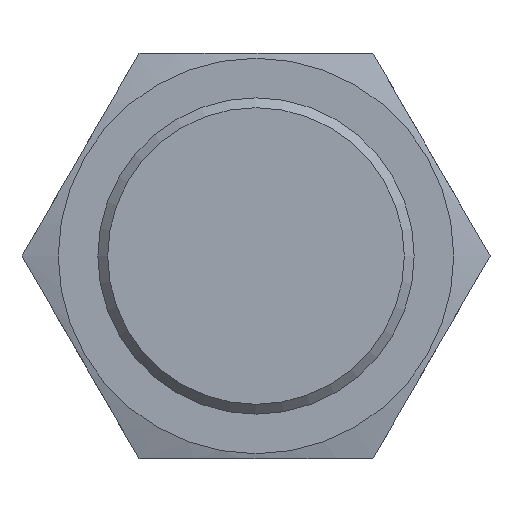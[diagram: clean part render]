
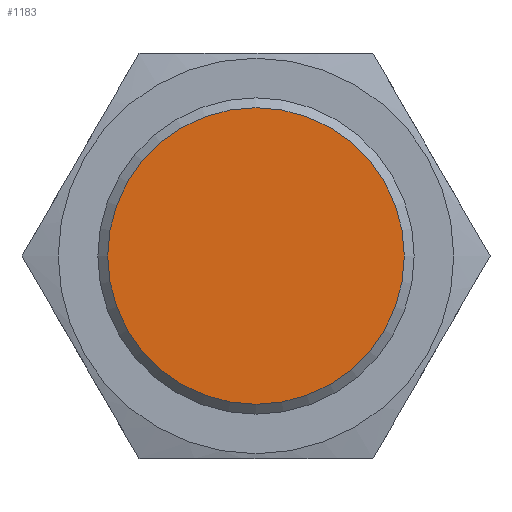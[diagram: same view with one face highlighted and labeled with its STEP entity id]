
A CAD part, front view. The second image highlights one B-rep face of the part: STEP entity #1183.
In plain terms, the highlighted planar face has unit normal (0, -1, 0).
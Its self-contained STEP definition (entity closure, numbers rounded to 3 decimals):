
#93=PLANE('',#1345);
#160=FACE_OUTER_BOUND('',#249,.T.);
#249=EDGE_LOOP('',(#919));
#453=CIRCLE('',#1344,15.);
#528=VERTEX_POINT('',#1973);
#664=EDGE_CURVE('',#528,#528,#453,.T.);
#919=ORIENTED_EDGE('',*,*,#664,.T.);
#1183=ADVANCED_FACE('',(#160),#93,.T.);
#1344=AXIS2_PLACEMENT_3D('',#1974,#1642,#1643);
#1345=AXIS2_PLACEMENT_3D('',#1976,#1645,#1646);
#1642=DIRECTION('center_axis',(0.,-1.,0.));
#1643=DIRECTION('ref_axis',(1.,0.,0.));
#1645=DIRECTION('center_axis',(0.,-1.,0.));
#1646=DIRECTION('ref_axis',(0.,0.,-1.));
#1973=CARTESIAN_POINT('',(-15.,-23.6,0.));
#1974=CARTESIAN_POINT('Origin',(0.,-23.6,0.));
#1976=CARTESIAN_POINT('Origin',(7.5,-23.6,0.));
